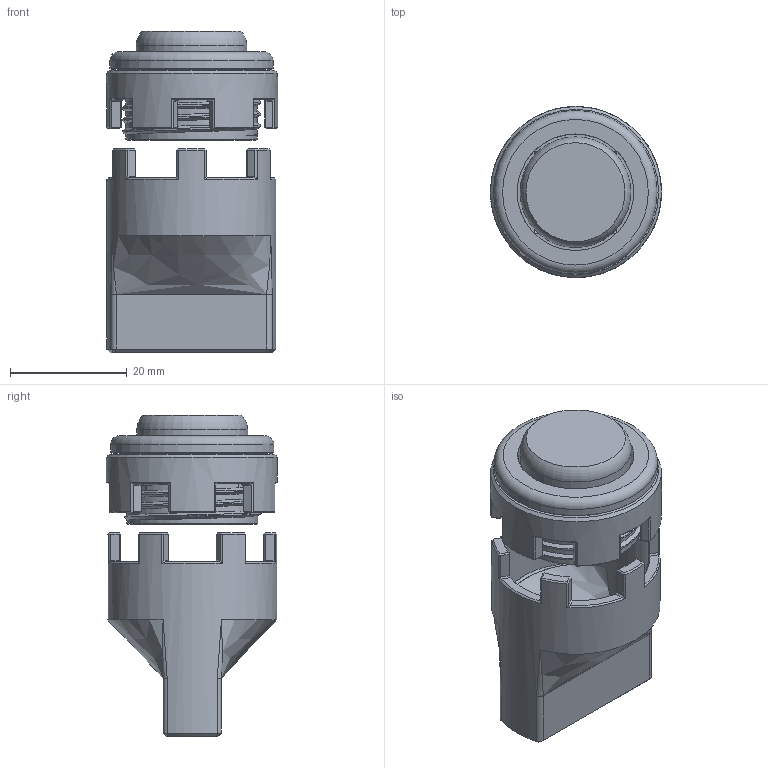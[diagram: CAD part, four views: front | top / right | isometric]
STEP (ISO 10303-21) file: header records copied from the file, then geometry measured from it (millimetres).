
FILE_DESCRIPTION(/* description */ ('','CAx-IF Rec.Pracs.---Representation and Presentation of Product Manufacturing Information (PMI)---4.0---2014-10-13'),/* implementation_level */ '2;1');
FILE_NAME(/* name */ 'OSBMX v2 - 24mm - Full Unit.step',/* time_stamp */ '2025-02-23T10:17:11-05:00',/* author */ (''),/* organization */ (''),/* preprocessor_version */ 'ST-DEVELOPER v20',/* originating_system */ 'Autodesk Translation Framework v13.20.0.188',/* authorisation */ '');
FILE_SCHEMA (('AP242_MANAGED_MODEL_BASED_3D_ENGINEERING_MIM_LF { 1 0 10303 442 1 1 4 }'));
Length unit declared in the file: millimetre
Products named in the file (1): cherry mx v28
Bounding box: 29.36 x 29.36 x 55.1 mm (x, y, z)
Volume: 10282.2 mm3; surface area: 12323.1 mm2
Topology: 5 solids, 5 shells, 615 faces, 1659 edges, 1036 vertices
Faces by surface type: plane 351, bspline 117, cone 77, cylinder 66, torus 4
Full cylindrical faces by diameter (mm): 1.8 x2, 5.5 x1, 16 x1, 19 x1, 20 x1, 22.5 x3, 23.18 x1, 23.822 x4, 24 x2, 24.541 x2, 25 x3, 28 x1, 29 x1, 29.361 x1
Entity records: 23490 total; most frequent: CARTESIAN_POINT 9411, ORIENTED_EDGE 3310, DIRECTION 2379, EDGE_CURVE 1655, VERTEX_POINT 1036, LINE 873, VECTOR 873, AXIS2_PLACEMENT_3D 753
